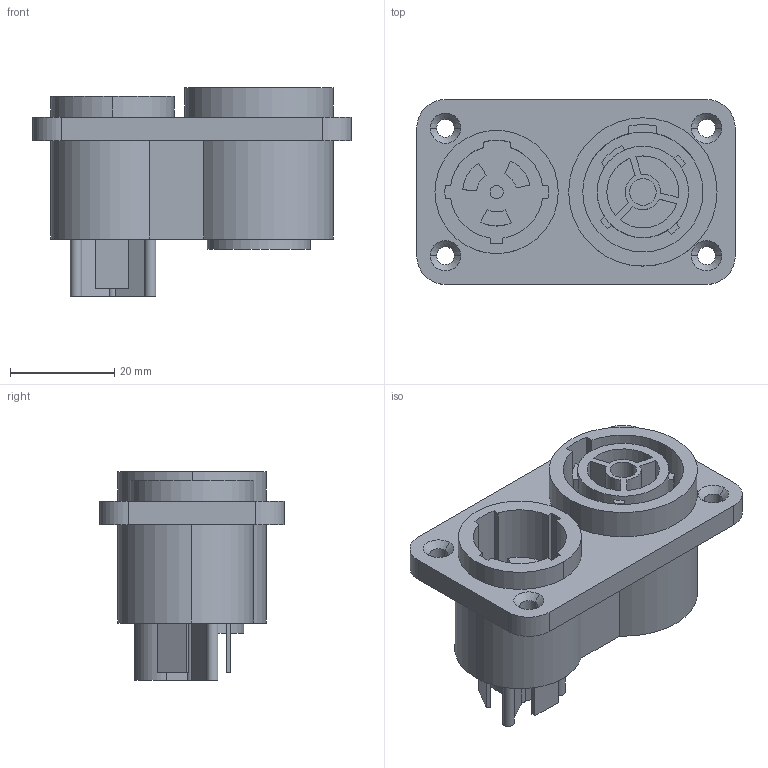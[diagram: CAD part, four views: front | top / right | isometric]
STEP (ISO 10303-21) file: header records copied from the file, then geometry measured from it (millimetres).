
FILE_DESCRIPTION((''),'2;1');
FILE_NAME('D-NAC3PX','2011-12-13T',('noe'),(''),'PRO/ENGINEER BY PARAMETRIC TECHNOLOGY CORPORATION, 2011080','PRO/ENGINEER BY PARAMETRIC TECHNOLOGY CORPORATION, 2011080','');
FILE_SCHEMA(('AUTOMOTIVE_DESIGN_CC2 { 1 2 10303 214 -1 1 5 2 }'));
Length unit declared in the file: millimetre
Products named in the file (1): D-NAC3PX
Bounding box: 61 x 35.4 x 40 mm (x, y, z)
Volume: 30283.3 mm3; surface area: 15250.5 mm2
Topology: 1 solids, 1 shells, 156 faces, 385 edges, 254 vertices
Faces by surface type: plane 86, cylinder 62, cone 8
Entity records: 4886 total; most frequent: DIRECTION 839, CARTESIAN_POINT 795, ORIENTED_EDGE 770, EDGE_CURVE 385, AXIS2_PLACEMENT_3D 298, VERTEX_POINT 254, VECTOR 243, LINE 243
